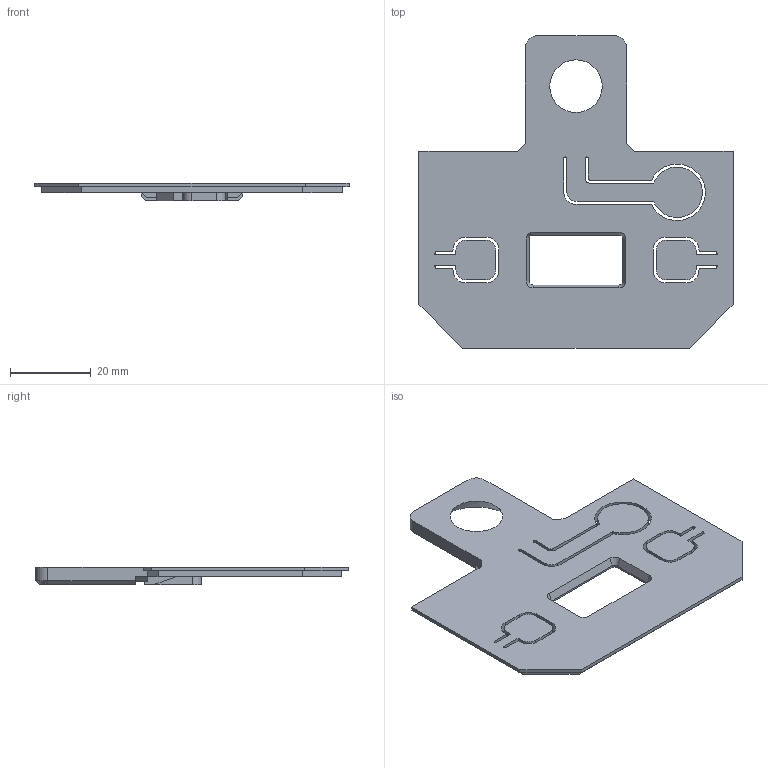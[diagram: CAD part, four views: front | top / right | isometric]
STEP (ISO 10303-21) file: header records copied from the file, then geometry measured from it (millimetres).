
FILE_DESCRIPTION (( 'STEP AP203' ), '1' );
FILE_NAME ('MKII Rear Panel.STEP', '2018-04-20T14:51:16', ( '' ), ( '' ), 'SwSTEP 2.0', 'SolidWorks 2017', '' );
FILE_SCHEMA (( 'CONFIG_CONTROL_DESIGN' ));
Length unit declared in the file: millimetre
Products named in the file (1): MKII Rear Panel
Bounding box: 77.7 x 77.38 x 4.45 mm (x, y, z)
Volume: 9428.9 mm3; surface area: 9799.5 mm2
Topology: 1 solids, 1 shells, 163 faces, 457 edges, 296 vertices
Faces by surface type: plane 107, cylinder 46, cone 10
Entity records: 5306 total; most frequent: CARTESIAN_POINT 917, ORIENTED_EDGE 914, DIRECTION 891, EDGE_CURVE 457, LINE 351, VECTOR 351, VERTEX_POINT 296, AXIS2_PLACEMENT_3D 270
